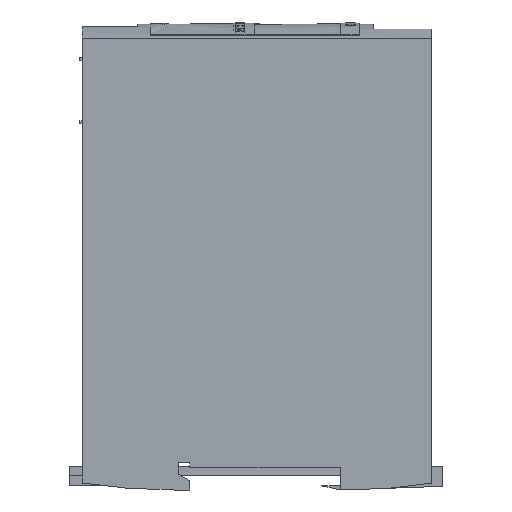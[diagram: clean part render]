
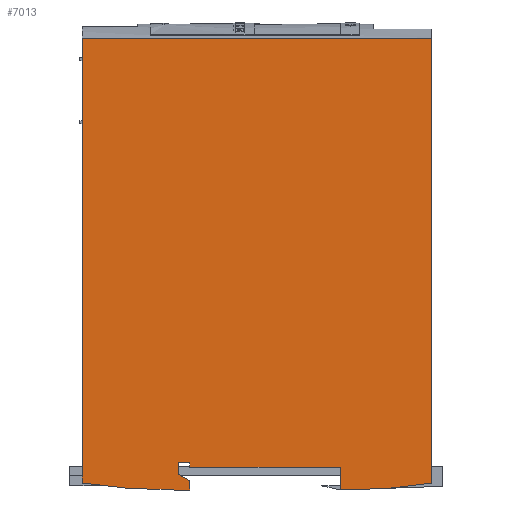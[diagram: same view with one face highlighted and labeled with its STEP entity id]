
A CAD part, left-side view. The second image highlights one B-rep face of the part: STEP entity #7013.
In plain terms, the highlighted planar face has unit normal (-1, 0, 0).
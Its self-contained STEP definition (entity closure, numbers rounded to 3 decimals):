
#667 = EDGE_LOOP ( 'NONE', ( #8182, #8184, #8183, #8185, #8186, #8187, #8188, #8189, #8190, #8191, #8192, #8193, #8194, #8195 ) ) ;
#2079 = PLANE ( 'NONE',  #9800 ) ;
#2080 = CARTESIAN_POINT ( 'NONE',  ( 33.079, -29.368, 14.447 ) ) ;
#2081 = DIRECTION ( 'NONE',  ( -1., 0., 0. ) ) ;
#2082 = DIRECTION ( 'NONE',  ( 0., -1., 0. ) ) ;
#2450 = FACE_OUTER_BOUND ( 'NONE', #667, .T. ) ;
#2488 = LINE ( 'NONE', #3189, #9825 ) ;
#2500 = LINE ( 'NONE', #3225, #9809 ) ;
#2501 = LINE ( 'NONE', #3227, #9812 ) ;
#2502 = LINE ( 'NONE', #3229, #9811 ) ;
#2503 = LINE ( 'NONE', #3231, #9810 ) ;
#2504 = LINE ( 'NONE', #3233, #9849 ) ;
#2505 = LINE ( 'NONE', #3235, #9851 ) ;
#2506 = LINE ( 'NONE', #3237, #9850 ) ;
#2507 = LINE ( 'NONE', #3239, #9852 ) ;
#2508 = LINE ( 'NONE', #3241, #9853 ) ;
#2509 = LINE ( 'NONE', #3243, #9854 ) ;
#2510 = LINE ( 'NONE', #3248, #9855 ) ;
#2921 = CARTESIAN_POINT ( 'NONE',  ( 33.079, 45.632, 37.447 ) ) ;
#2922 = CARTESIAN_POINT ( 'NONE',  ( 33.079, -29.368, 37.447 ) ) ;
#2932 = CARTESIAN_POINT ( 'NONE',  ( 33.079, 45.632, -58.053 ) ) ;
#2933 = CARTESIAN_POINT ( 'NONE',  ( 33.079, 25.865, -59.553 ) ) ;
#2934 = CARTESIAN_POINT ( 'NONE',  ( 33.079, 22.54, -59.553 ) ) ;
#2935 = CARTESIAN_POINT ( 'NONE',  ( 33.079, 22.54, -57.553 ) ) ;
#2938 = CARTESIAN_POINT ( 'NONE',  ( 33.079, 24.987, -56.203 ) ) ;
#2943 = CARTESIAN_POINT ( 'NONE',  ( 33.079, -29.368, -58.053 ) ) ;
#2944 = CARTESIAN_POINT ( 'NONE',  ( 33.079, -10.763, -59.553 ) ) ;
#2945 = CARTESIAN_POINT ( 'NONE',  ( 33.079, -9.763, -59.553 ) ) ;
#2946 = CARTESIAN_POINT ( 'NONE',  ( 33.079, -9.763, -54.703 ) ) ;
#2947 = CARTESIAN_POINT ( 'NONE',  ( 33.079, 22.487, -54.703 ) ) ;
#2948 = CARTESIAN_POINT ( 'NONE',  ( 33.079, 24.987, -53.703 ) ) ;
#2950 = CARTESIAN_POINT ( 'NONE',  ( 33.079, 22.487, -53.703 ) ) ;
#3189 = CARTESIAN_POINT ( 'NONE',  ( 33.079, -29.368, 37.447 ) ) ;
#3190 = DIRECTION ( 'NONE',  ( 0., 1., 0. ) ) ;
#3222 = CARTESIAN_POINT ( 'NONE',  ( 33.079, 45.632, -58.053 ) ) ;
#3223 = CARTESIAN_POINT ( 'NONE',  ( 33.079, 35.951, -59.553 ) ) ;
#3224 = CARTESIAN_POINT ( 'NONE',  ( 33.079, 25.865, -59.553 ) ) ;
#3225 = CARTESIAN_POINT ( 'NONE',  ( 33.079, 45.632, 14.447 ) ) ;
#3226 = DIRECTION ( 'NONE',  ( 0., 0., 1. ) ) ;
#3227 = CARTESIAN_POINT ( 'NONE',  ( 33.079, 25.865, -59.553 ) ) ;
#3228 = DIRECTION ( 'NONE',  ( 0., -1., 0. ) ) ;
#3229 = CARTESIAN_POINT ( 'NONE',  ( 33.079, 22.54, -59.553 ) ) ;
#3230 = DIRECTION ( 'NONE',  ( 0., 0., 1. ) ) ;
#3231 = CARTESIAN_POINT ( 'NONE',  ( 33.079, 22.54, -57.553 ) ) ;
#3232 = DIRECTION ( 'NONE',  ( 0., 0.876, 0.483 ) ) ;
#3233 = CARTESIAN_POINT ( 'NONE',  ( 33.079, 24.987, -56.203 ) ) ;
#3234 = DIRECTION ( 'NONE',  ( 0., 0., 1. ) ) ;
#3235 = CARTESIAN_POINT ( 'NONE',  ( 33.079, 24.987, -53.703 ) ) ;
#3236 = DIRECTION ( 'NONE',  ( 0., -1., 0. ) ) ;
#3237 = CARTESIAN_POINT ( 'NONE',  ( 33.079, 22.487, -53.703 ) ) ;
#3238 = DIRECTION ( 'NONE',  ( 0., 0., -1. ) ) ;
#3239 = CARTESIAN_POINT ( 'NONE',  ( 33.079, 22.487, -54.703 ) ) ;
#3240 = DIRECTION ( 'NONE',  ( 0., -1., 0. ) ) ;
#3241 = CARTESIAN_POINT ( 'NONE',  ( 33.079, -9.763, -54.703 ) ) ;
#3242 = DIRECTION ( 'NONE',  ( 0., 0., -1. ) ) ;
#3243 = CARTESIAN_POINT ( 'NONE',  ( 33.079, -9.763, -59.553 ) ) ;
#3244 = DIRECTION ( 'NONE',  ( 0., -1., 0. ) ) ;
#3245 = CARTESIAN_POINT ( 'NONE',  ( 33.079, -10.763, -59.553 ) ) ;
#3246 = CARTESIAN_POINT ( 'NONE',  ( 33.079, -20.381, -59.553 ) ) ;
#3247 = CARTESIAN_POINT ( 'NONE',  ( 33.079, -29.368, -58.053 ) ) ;
#3248 = CARTESIAN_POINT ( 'NONE',  ( 33.079, -29.368, 14.447 ) ) ;
#3249 = DIRECTION ( 'NONE',  ( 0., 0., 1. ) ) ;
#7013 = ADVANCED_FACE ( 'NONE', ( #2450 ), #2079, .T. ) ;
#7311 = VERTEX_POINT ( 'NONE', #2921 ) ;
#7312 = VERTEX_POINT ( 'NONE', #2922 ) ;
#7322 = VERTEX_POINT ( 'NONE', #2932 ) ;
#7323 = VERTEX_POINT ( 'NONE', #2933 ) ;
#7324 = VERTEX_POINT ( 'NONE', #2934 ) ;
#7325 = VERTEX_POINT ( 'NONE', #2935 ) ;
#7328 = VERTEX_POINT ( 'NONE', #2938 ) ;
#7333 = VERTEX_POINT ( 'NONE', #2943 ) ;
#7334 = VERTEX_POINT ( 'NONE', #2944 ) ;
#7335 = VERTEX_POINT ( 'NONE', #2945 ) ;
#7336 = VERTEX_POINT ( 'NONE', #2946 ) ;
#7337 = VERTEX_POINT ( 'NONE', #2947 ) ;
#7338 = VERTEX_POINT ( 'NONE', #2948 ) ;
#7340 = VERTEX_POINT ( 'NONE', #2950 ) ;
#7640 = EDGE_CURVE ( 'NONE', #7312, #7311, #2488, .T. ) ;
#7655 = EDGE_CURVE ( 'NONE', #7322, #7323, #9884, .T. ) ;
#7656 = EDGE_CURVE ( 'NONE', #7322, #7311, #2500, .T. ) ;
#7657 = EDGE_CURVE ( 'NONE', #7323, #7324, #2501, .T. ) ;
#7658 = EDGE_CURVE ( 'NONE', #7324, #7325, #2502, .T. ) ;
#7659 = EDGE_CURVE ( 'NONE', #7325, #7328, #2503, .T. ) ;
#7660 = EDGE_CURVE ( 'NONE', #7328, #7338, #2504, .T. ) ;
#7661 = EDGE_CURVE ( 'NONE', #7338, #7340, #2505, .T. ) ;
#7662 = EDGE_CURVE ( 'NONE', #7340, #7337, #2506, .T. ) ;
#7663 = EDGE_CURVE ( 'NONE', #7337, #7336, #2507, .T. ) ;
#7664 = EDGE_CURVE ( 'NONE', #7336, #7335, #2508, .T. ) ;
#7665 = EDGE_CURVE ( 'NONE', #7335, #7334, #2509, .T. ) ;
#7666 = EDGE_CURVE ( 'NONE', #7334, #7333, #9873, .T. ) ;
#7667 = EDGE_CURVE ( 'NONE', #7333, #7312, #2510, .T. ) ;
#8182 = ORIENTED_EDGE ( 'NONE', *, *, #7656, .F. ) ;
#8183 = ORIENTED_EDGE ( 'NONE', *, *, #7657, .T. ) ;
#8184 = ORIENTED_EDGE ( 'NONE', *, *, #7655, .T. ) ;
#8185 = ORIENTED_EDGE ( 'NONE', *, *, #7658, .T. ) ;
#8186 = ORIENTED_EDGE ( 'NONE', *, *, #7659, .T. ) ;
#8187 = ORIENTED_EDGE ( 'NONE', *, *, #7660, .T. ) ;
#8188 = ORIENTED_EDGE ( 'NONE', *, *, #7661, .T. ) ;
#8189 = ORIENTED_EDGE ( 'NONE', *, *, #7662, .T. ) ;
#8190 = ORIENTED_EDGE ( 'NONE', *, *, #7663, .T. ) ;
#8191 = ORIENTED_EDGE ( 'NONE', *, *, #7664, .T. ) ;
#8192 = ORIENTED_EDGE ( 'NONE', *, *, #7665, .T. ) ;
#8193 = ORIENTED_EDGE ( 'NONE', *, *, #7666, .T. ) ;
#8194 = ORIENTED_EDGE ( 'NONE', *, *, #7667, .T. ) ;
#8195 = ORIENTED_EDGE ( 'NONE', *, *, #7640, .T. ) ;
#9800 = AXIS2_PLACEMENT_3D ( 'NONE', #2080, #2081, #2082 ) ;
#9809 = VECTOR ( 'NONE', #3226, 1000. ) ;
#9810 = VECTOR ( 'NONE', #3232, 1000. ) ;
#9811 = VECTOR ( 'NONE', #3230, 1000. ) ;
#9812 = VECTOR ( 'NONE', #3228, 1000. ) ;
#9825 = VECTOR ( 'NONE', #3190, 1000. ) ;
#9849 = VECTOR ( 'NONE', #3234, 1000. ) ;
#9850 = VECTOR ( 'NONE', #3238, 1000. ) ;
#9851 = VECTOR ( 'NONE', #3236, 1000. ) ;
#9852 = VECTOR ( 'NONE', #3240, 1000. ) ;
#9853 = VECTOR ( 'NONE', #3242, 1000. ) ;
#9854 = VECTOR ( 'NONE', #3244, 1000. ) ;
#9855 = VECTOR ( 'NONE', #3249, 1000. ) ;
#9873 = B_SPLINE_CURVE_WITH_KNOTS ( 'NONE', 2,
 ( #3245, #3246, #3247 ),
 .UNSPECIFIED., .F., .F.,
 ( 3, 3 ),
 ( 12., 13. ),
 .UNSPECIFIED. ) ;
#9884 = B_SPLINE_CURVE_WITH_KNOTS ( 'NONE', 2,
 ( #3222, #3223, #3224 ),
 .UNSPECIFIED., .F., .F.,
 ( 3, 3 ),
 ( 2., 3. ),
 .UNSPECIFIED. ) ;
